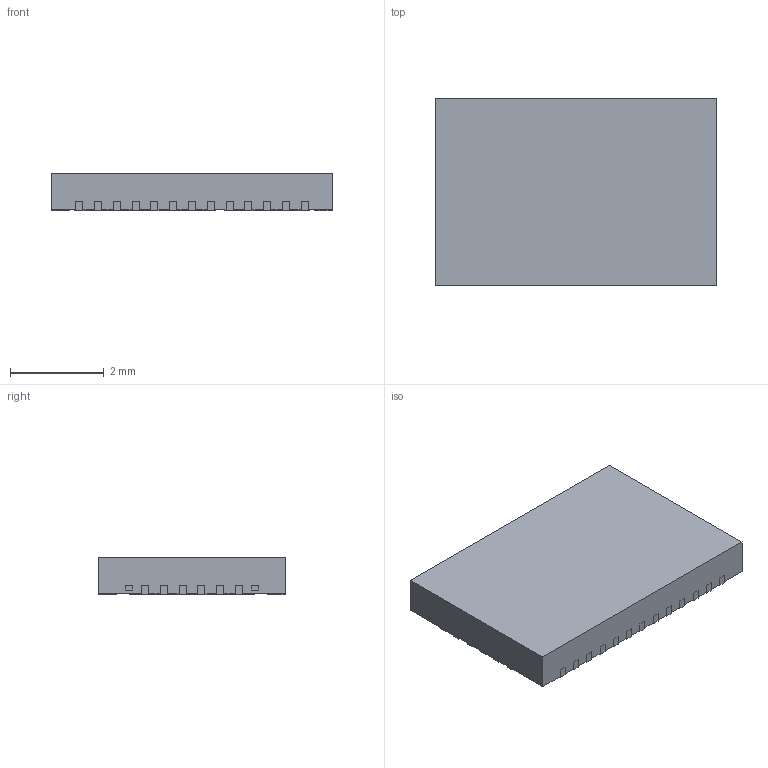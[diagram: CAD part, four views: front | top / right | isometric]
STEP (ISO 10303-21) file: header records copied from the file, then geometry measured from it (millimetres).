
FILE_DESCRIPTION((''),'2;1');
FILE_NAME('RJK0038B_ASM','2019-04-03T08:55:11',('a0412086'),(''),'CREO PARAMETRIC BY PTC INC, 2018020','CREO PARAMETRIC BY PTC INC, 2018020','');
FILE_SCHEMA(('AUTOMOTIVE_DESIGN { 1 0 10303 214 1 1 1 1 }'));
Length unit declared in the file: millimetre
Products named in the file (4): BODY-QFN; FRAME-RJK0038B; PIN1-ID; RJK0038B_ASM
Assembly tree (3 placements, depth 2):
  RJK0038B_ASM
    BODY-QFN
    FRAME-RJK0038B
    PIN1-ID
Bounding box: 6 x 4 x 0.8 mm (x, y, z)
Volume: 19 mm3; surface area: 110.8 mm2
Topology: 39 solids, 39 shells, 760 faces, 2028 edges, 1352 vertices
Faces by surface type: plane 678, cylinder 82
Entity records: 30092 total; most frequent: CARTESIAN_POINT 4154, ORIENTED_EDGE 4056, DIRECTION 3726, PRESENTATION_STYLE_ASSIGNMENT 2109, STYLED_ITEM 2067, CURVE_STYLE 2028, EDGE_CURVE 2028, VECTOR 1864
